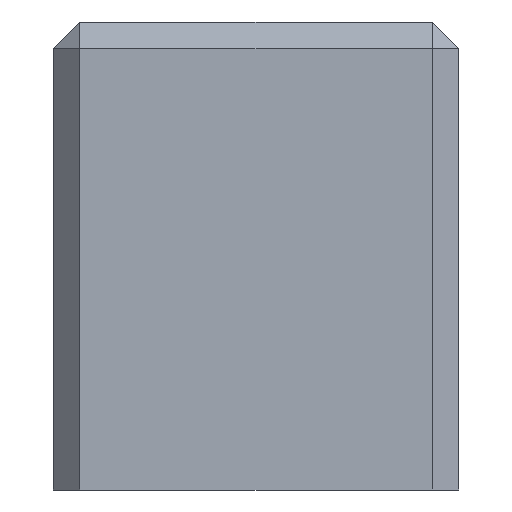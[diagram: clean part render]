
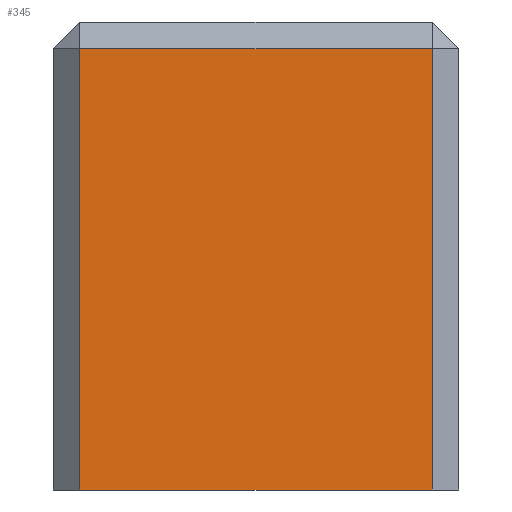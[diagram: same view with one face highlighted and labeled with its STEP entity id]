
A CAD part, front view. The second image highlights one B-rep face of the part: STEP entity #345.
In plain terms, the highlighted planar face has unit normal (0, -1, 0.009).
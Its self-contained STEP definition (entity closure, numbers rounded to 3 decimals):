
#318=AXIS2_PLACEMENT_3D('Plane Axis2P3D',#315,#316,#317) ;
#206=CARTESIAN_POINT('Vertex',(0.8,16.528,0.)) ;
#225=CARTESIAN_POINT('Vertex',(11.418,16.528,0.)) ;
#228=CARTESIAN_POINT('Line Origine',(6.109,16.528,0.)) ;
#315=CARTESIAN_POINT('Axis2P3D Location',(0.,16.528,0.)) ;
#320=CARTESIAN_POINT('Line Origine',(6.109,16.644,13.3)) ;
#324=CARTESIAN_POINT('Vertex',(0.8,16.644,13.3)) ;
#326=CARTESIAN_POINT('Vertex',(11.418,16.644,13.3)) ;
#329=CARTESIAN_POINT('Line Origine',(0.8,16.586,6.65)) ;
#334=CARTESIAN_POINT('Line Origine',(11.418,16.586,6.65)) ;
#229=DIRECTION('Vector Direction',(1.,0.,0.)) ;
#316=DIRECTION('Axis2P3D Direction',(0.,1.,-0.009)) ;
#317=DIRECTION('Axis2P3D XDirection',(0.,0.009,1.)) ;
#321=DIRECTION('Vector Direction',(-1.,0.,0.)) ;
#330=DIRECTION('Vector Direction',(0.,0.009,1.)) ;
#335=DIRECTION('Vector Direction',(0.,0.009,1.)) ;
#230=VECTOR('Line Direction',#229,1.) ;
#322=VECTOR('Line Direction',#321,1.) ;
#331=VECTOR('Line Direction',#330,1.) ;
#336=VECTOR('Line Direction',#335,1.) ;
#340=ORIENTED_EDGE('',*,*,#328,.F.) ;
#341=ORIENTED_EDGE('',*,*,#333,.T.) ;
#342=ORIENTED_EDGE('',*,*,#232,.T.) ;
#343=ORIENTED_EDGE('',*,*,#338,.F.) ;
#345=ADVANCED_FACE('Body.2',(#344),#319,.F.) ;
#232=EDGE_CURVE('',#207,#226,#231,.T.) ;
#328=EDGE_CURVE('',#325,#327,#323,.F.) ;
#333=EDGE_CURVE('',#325,#207,#332,.F.) ;
#338=EDGE_CURVE('',#327,#226,#337,.F.) ;
#339=EDGE_LOOP('',(#340,#341,#342,#343)) ;
#344=FACE_OUTER_BOUND('',#339,.T.) ;
#231=LINE('Line',#228,#230) ;
#323=LINE('Line',#320,#322) ;
#332=LINE('Line',#329,#331) ;
#337=LINE('Line',#334,#336) ;
#319=PLANE('',#318) ;
#207=VERTEX_POINT('',#206) ;
#226=VERTEX_POINT('',#225) ;
#325=VERTEX_POINT('',#324) ;
#327=VERTEX_POINT('',#326) ;
